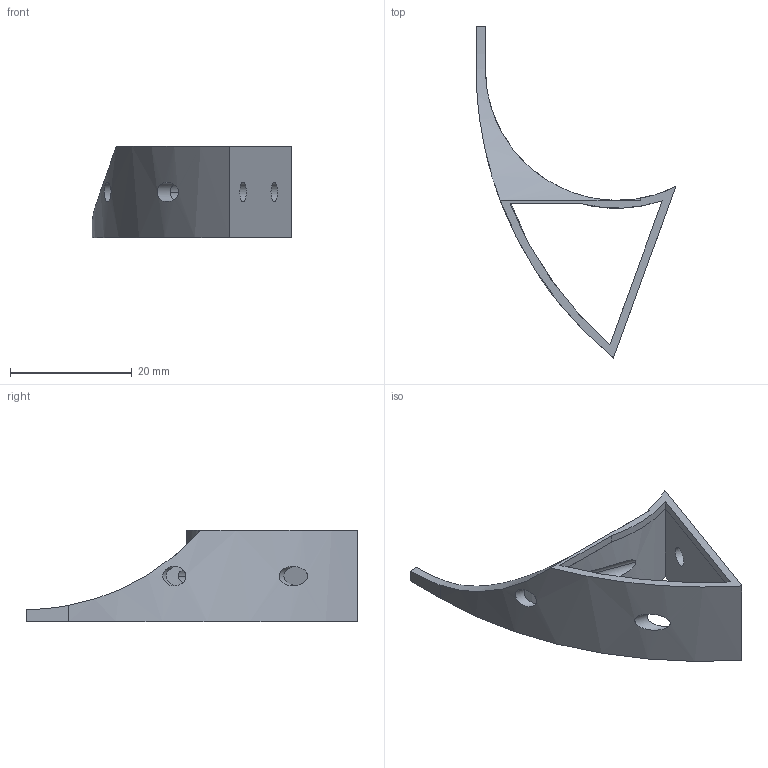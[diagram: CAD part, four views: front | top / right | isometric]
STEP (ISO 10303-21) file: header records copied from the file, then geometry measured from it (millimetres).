
FILE_DESCRIPTION(('FreeCAD Model'),'2;1');
FILE_NAME('Open CASCADE Shape Model','2022-10-26T15:52:19',(''),(''), 'Open CASCADE STEP processor 7.5','FreeCAD','Unknown');
FILE_SCHEMA(('AUTOMOTIVE_DESIGN { 1 0 10303 214 1 1 1 1 }'));
Length unit declared in the file: millimetre
Products named in the file (1): endstop_flag_mount
Bounding box: 32.88 x 54.63 x 15 mm (x, y, z)
Volume: 1958.9 mm3; surface area: 3394.4 mm2
Topology: 1 solids, 1 shells, 25 faces, 64 edges, 41 vertices
Faces by surface type: cylinder 15, plane 10
Full cylindrical faces by diameter (mm): 3.2 x4
Entity records: 4092 total; most frequent: CARTESIAN_POINT 2824, DIRECTION 213, ORIENTED_EDGE 128, PCURVE 128, DEFINITIONAL_REPRESENTATION 128, LINE 118, VECTOR 118, EDGE_CURVE 64
